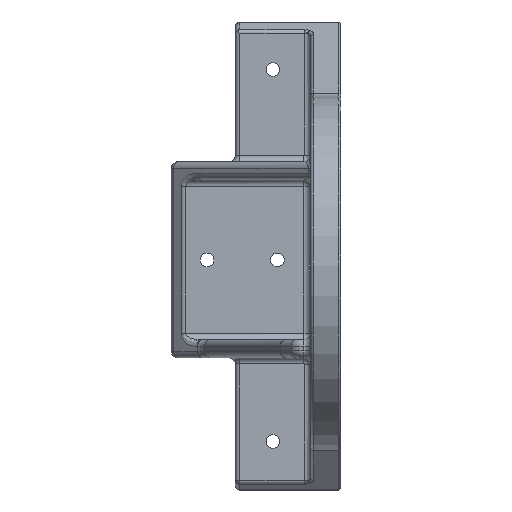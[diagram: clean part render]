
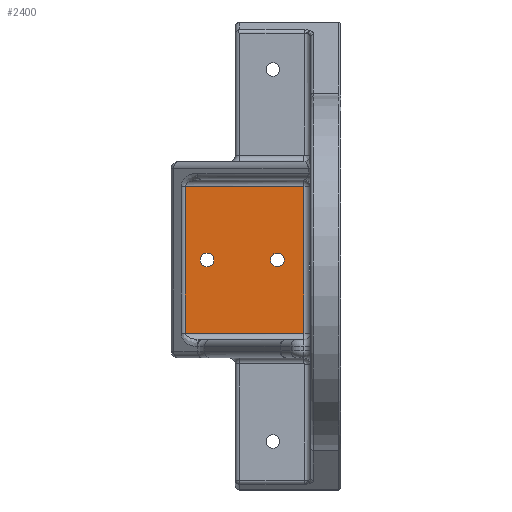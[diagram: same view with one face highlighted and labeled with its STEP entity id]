
A CAD part, top view. The second image highlights one B-rep face of the part: STEP entity #2400.
In plain terms, the highlighted planar face has unit normal (0, 0, 1).
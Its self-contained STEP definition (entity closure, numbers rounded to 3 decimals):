
#50=FACE_BOUND('',#597,.T.);
#51=FACE_BOUND('',#598,.T.);
#267=CIRCLE('',#2685,2.25);
#268=CIRCLE('',#2686,2.25);
#434=FACE_OUTER_BOUND('',#596,.T.);
#596=EDGE_LOOP('',(#2036,#2037,#2038,#2039));
#597=EDGE_LOOP('',(#2040));
#598=EDGE_LOOP('',(#2041));
#732=LINE('',#4508,#901);
#733=LINE('',#4522,#902);
#735=LINE('',#4525,#904);
#748=LINE('',#4573,#917);
#901=VECTOR('',#3161,10.);
#902=VECTOR('',#3180,10.);
#904=VECTOR('',#3184,10.);
#917=VECTOR('',#3243,10.);
#1118=VERTEX_POINT('',#4418);
#1126=VERTEX_POINT('',#4497);
#1128=VERTEX_POINT('',#4503);
#1132=VERTEX_POINT('',#4518);
#1157=VERTEX_POINT('',#4633);
#1158=VERTEX_POINT('',#4635);
#1401=EDGE_CURVE('',#1118,#1128,#732,.T.);
#1408=EDGE_CURVE('',#1128,#1132,#733,.T.);
#1410=EDGE_CURVE('',#1132,#1126,#735,.T.);
#1435=EDGE_CURVE('',#1126,#1118,#748,.T.);
#1466=EDGE_CURVE('',#1157,#1157,#267,.T.);
#1467=EDGE_CURVE('',#1158,#1158,#268,.T.);
#2036=ORIENTED_EDGE('',*,*,#1401,.F.);
#2037=ORIENTED_EDGE('',*,*,#1435,.F.);
#2038=ORIENTED_EDGE('',*,*,#1410,.F.);
#2039=ORIENTED_EDGE('',*,*,#1408,.F.);
#2040=ORIENTED_EDGE('',*,*,#1466,.T.);
#2041=ORIENTED_EDGE('',*,*,#1467,.T.);
#2282=PLANE('',#2684);
#2400=ADVANCED_FACE('',(#434,#50,#51),#2282,.F.);
#2684=AXIS2_PLACEMENT_3D('',#4632,#3319,#3320);
#2685=AXIS2_PLACEMENT_3D('',#4634,#3321,#3322);
#2686=AXIS2_PLACEMENT_3D('',#4636,#3323,#3324);
#3161=DIRECTION('',(1.,0.,0.));
#3180=DIRECTION('',(0.,-1.,0.));
#3184=DIRECTION('',(-1.,0.,0.));
#3243=DIRECTION('',(0.,1.,0.));
#3319=DIRECTION('center_axis',(0.,0.,-1.));
#3320=DIRECTION('ref_axis',(1.,0.,0.));
#3321=DIRECTION('center_axis',(0.,0.,-1.));
#3322=DIRECTION('ref_axis',(-1.,0.,0.));
#3323=DIRECTION('center_axis',(0.,0.,-1.));
#3324=DIRECTION('ref_axis',(-1.,0.,0.));
#4418=CARTESIAN_POINT('',(-106.461,29.,-53.5));
#4497=CARTESIAN_POINT('',(-106.461,-19.6,-53.5));
#4503=CARTESIAN_POINT('',(-67.2,29.,-53.5));
#4508=CARTESIAN_POINT('',(-77.5,29.,-53.5));
#4518=CARTESIAN_POINT('',(-67.2,-19.6,-53.5));
#4522=CARTESIAN_POINT('',(-67.2,5.425,-53.5));
#4525=CARTESIAN_POINT('',(-102.5,-19.6,-53.5));
#4573=CARTESIAN_POINT('',(-106.461,-11.55,-53.5));
#4632=CARTESIAN_POINT('Origin',(-90.,4.7,-53.5));
#4633=CARTESIAN_POINT('',(-73.75,4.7,-53.5));
#4634=CARTESIAN_POINT('Origin',(-76.,4.7,-53.5));
#4635=CARTESIAN_POINT('',(-97.012,4.7,-53.5));
#4636=CARTESIAN_POINT('Origin',(-99.262,4.7,-53.5));
